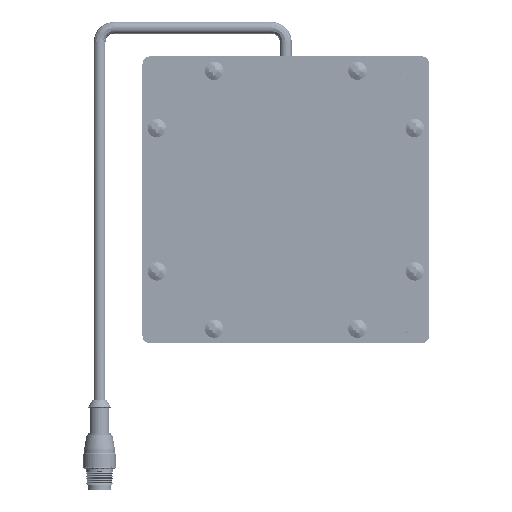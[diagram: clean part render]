
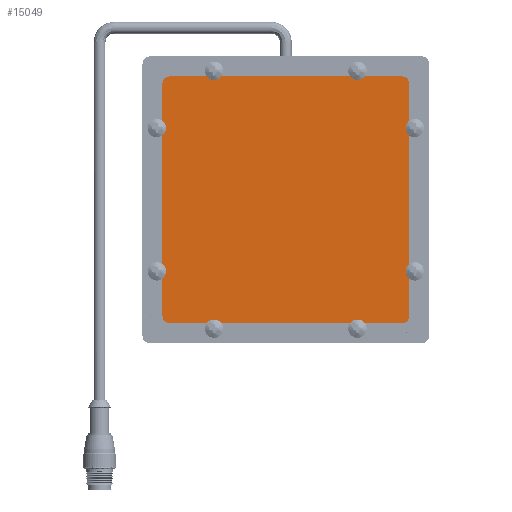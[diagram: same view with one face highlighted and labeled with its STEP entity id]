
A CAD part, top view. The second image highlights one B-rep face of the part: STEP entity #15049.
In plain terms, the highlighted free-form (B-spline) face has degree [1, 1] with [2, 2] control points.
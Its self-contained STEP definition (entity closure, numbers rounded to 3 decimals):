
#14824 = VERTEX_POINT('',#14825);
#14825 = CARTESIAN_POINT('',(46.573,91.489,
    38.546));
#14830 = EDGE_CURVE('',#14831,#14824,#14833,.T.);
#14831 = VERTEX_POINT('',#14832);
#14832 = CARTESIAN_POINT('',(42.869,95.193,
    38.546));
#14833 = ( BOUNDED_CURVE() B_SPLINE_CURVE(2,(#14834,#14835,#14836),
.UNSPECIFIED.,.F.,.F.) B_SPLINE_CURVE_WITH_KNOTS((3,3),(4.712,
6.283),.PIECEWISE_BEZIER_KNOTS.) CURVE() 
GEOMETRIC_REPRESENTATION_ITEM() RATIONAL_B_SPLINE_CURVE((1.,
0.707,1.)) REPRESENTATION_ITEM('') );
#14834 = CARTESIAN_POINT('',(42.869,95.193,
    38.546));
#14835 = CARTESIAN_POINT('',(42.869,91.489,
    38.546));
#14836 = CARTESIAN_POINT('',(46.573,91.489,
    38.546));
#14861 = VERTEX_POINT('',#14862);
#14862 = CARTESIAN_POINT('',(171.977,91.489,
    38.546));
#14867 = EDGE_CURVE('',#14824,#14861,#14868,.T.);
#14868 = B_SPLINE_CURVE_WITH_KNOTS('',1,(#14869,#14870),.UNSPECIFIED.,
  .F.,.F.,(2,2),(0.,103.188),.PIECEWISE_BEZIER_KNOTS.);
#14869 = CARTESIAN_POINT('',(46.573,91.489,
    38.546));
#14870 = CARTESIAN_POINT('',(171.977,91.489,
    38.546));
#14890 = VERTEX_POINT('',#14891);
#14891 = CARTESIAN_POINT('',(175.681,95.193,
    38.546));
#14896 = EDGE_CURVE('',#14861,#14890,#14897,.T.);
#14897 = ( BOUNDED_CURVE() B_SPLINE_CURVE(2,(#14898,#14899,#14900),
.UNSPECIFIED.,.F.,.F.) B_SPLINE_CURVE_WITH_KNOTS((3,3),(0.,
1.571),.PIECEWISE_BEZIER_KNOTS.) CURVE() 
GEOMETRIC_REPRESENTATION_ITEM() RATIONAL_B_SPLINE_CURVE((1.,
0.707,1.)) REPRESENTATION_ITEM('') );
#14898 = CARTESIAN_POINT('',(171.977,91.489,
    38.546));
#14899 = CARTESIAN_POINT('',(175.681,91.489,
    38.546));
#14900 = CARTESIAN_POINT('',(175.681,95.193,
    38.546));
#14921 = VERTEX_POINT('',#14922);
#14922 = CARTESIAN_POINT('',(175.681,220.597,
    38.546));
#14927 = EDGE_CURVE('',#14890,#14921,#14928,.T.);
#14928 = B_SPLINE_CURVE_WITH_KNOTS('',1,(#14929,#14930),.UNSPECIFIED.,
  .F.,.F.,(2,2),(0.,103.188),.PIECEWISE_BEZIER_KNOTS.);
#14929 = CARTESIAN_POINT('',(175.681,95.193,
    38.546));
#14930 = CARTESIAN_POINT('',(175.681,220.597,
    38.546));
#14950 = VERTEX_POINT('',#14951);
#14951 = CARTESIAN_POINT('',(171.977,224.301,
    38.546));
#14956 = EDGE_CURVE('',#14921,#14950,#14957,.T.);
#14957 = ( BOUNDED_CURVE() B_SPLINE_CURVE(2,(#14958,#14959,#14960),
.UNSPECIFIED.,.F.,.F.) B_SPLINE_CURVE_WITH_KNOTS((3,3),(1.571,
3.142),.PIECEWISE_BEZIER_KNOTS.) CURVE() 
GEOMETRIC_REPRESENTATION_ITEM() RATIONAL_B_SPLINE_CURVE((1.,
0.707,1.)) REPRESENTATION_ITEM('') );
#14958 = CARTESIAN_POINT('',(175.681,220.597,
    38.546));
#14959 = CARTESIAN_POINT('',(175.681,224.301,
    38.546));
#14960 = CARTESIAN_POINT('',(171.977,224.301,
    38.546));
#14981 = VERTEX_POINT('',#14982);
#14982 = CARTESIAN_POINT('',(46.573,224.301,
    38.546));
#14987 = EDGE_CURVE('',#14950,#14981,#14988,.T.);
#14988 = B_SPLINE_CURVE_WITH_KNOTS('',1,(#14989,#14990),.UNSPECIFIED.,
  .F.,.F.,(2,2),(0.,103.188),.PIECEWISE_BEZIER_KNOTS.);
#14989 = CARTESIAN_POINT('',(171.977,224.301,
    38.546));
#14990 = CARTESIAN_POINT('',(46.573,224.301,
    38.546));
#15010 = VERTEX_POINT('',#15011);
#15011 = CARTESIAN_POINT('',(42.869,220.597,
    38.546));
#15016 = EDGE_CURVE('',#14981,#15010,#15017,.T.);
#15017 = ( BOUNDED_CURVE() B_SPLINE_CURVE(2,(#15018,#15019,#15020),
.UNSPECIFIED.,.F.,.F.) B_SPLINE_CURVE_WITH_KNOTS((3,3),(3.142,
4.712),.PIECEWISE_BEZIER_KNOTS.) CURVE() 
GEOMETRIC_REPRESENTATION_ITEM() RATIONAL_B_SPLINE_CURVE((1.,
0.707,1.)) REPRESENTATION_ITEM('') );
#15018 = CARTESIAN_POINT('',(46.573,224.301,
    38.546));
#15019 = CARTESIAN_POINT('',(42.869,224.301,
    38.546));
#15020 = CARTESIAN_POINT('',(42.869,220.597,
    38.546));
#15039 = EDGE_CURVE('',#15010,#14831,#15040,.T.);
#15040 = B_SPLINE_CURVE_WITH_KNOTS('',1,(#15041,#15042),.UNSPECIFIED.,
  .F.,.F.,(2,2),(0.,103.188),.PIECEWISE_BEZIER_KNOTS.);
#15041 = CARTESIAN_POINT('',(42.869,220.597,
    38.546));
#15042 = CARTESIAN_POINT('',(42.869,95.193,
    38.546));
#15049 = ADVANCED_FACE('',(#15050),#15060,.T.);
#15050 = FACE_BOUND('',#15051,.T.);
#15051 = EDGE_LOOP('',(#15052,#15053,#15054,#15055,#15056,#15057,#15058,
    #15059));
#15052 = ORIENTED_EDGE('',*,*,#14830,.T.);
#15053 = ORIENTED_EDGE('',*,*,#14867,.T.);
#15054 = ORIENTED_EDGE('',*,*,#14896,.T.);
#15055 = ORIENTED_EDGE('',*,*,#14927,.T.);
#15056 = ORIENTED_EDGE('',*,*,#14956,.T.);
#15057 = ORIENTED_EDGE('',*,*,#14987,.T.);
#15058 = ORIENTED_EDGE('',*,*,#15016,.T.);
#15059 = ORIENTED_EDGE('',*,*,#15039,.T.);
#15060 = B_SPLINE_SURFACE_WITH_KNOTS('',1,1,(
    (#15061,#15062)
    ,(#15063,#15064
    )),.UNSPECIFIED.,.F.,.F.,.F.,(2,2),(2,2),(-3.048,106.236),(
    -106.236,3.048),.PIECEWISE_BEZIER_KNOTS.);
#15061 = CARTESIAN_POINT('',(175.681,91.489,
    38.546));
#15062 = CARTESIAN_POINT('',(42.869,91.489,
    38.546));
#15063 = CARTESIAN_POINT('',(175.681,224.301,
    38.546));
#15064 = CARTESIAN_POINT('',(42.869,224.301,
    38.546));
